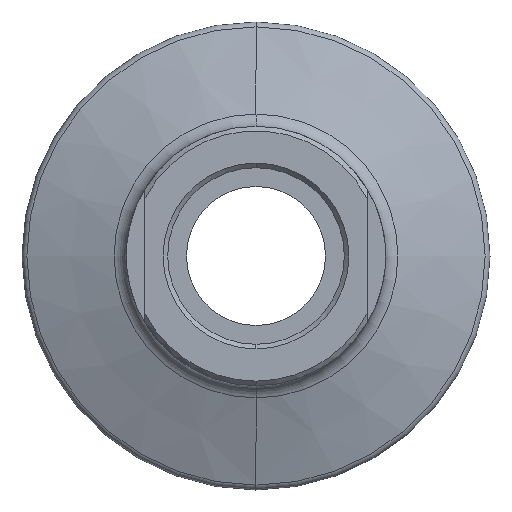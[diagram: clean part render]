
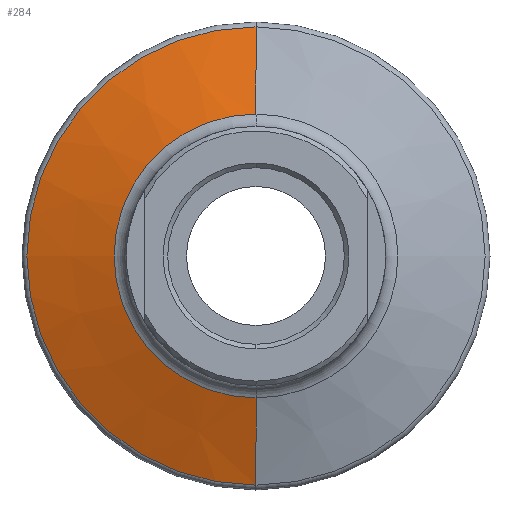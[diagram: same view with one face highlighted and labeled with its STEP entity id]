
A CAD part, left-side view. The second image highlights one B-rep face of the part: STEP entity #284.
In plain terms, the highlighted conical face has half-angle 70 degrees and reference radius 24.724 mm.
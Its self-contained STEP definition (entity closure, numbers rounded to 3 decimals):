
#3 = EDGE_CURVE ( 'NONE', #1092, #571, #349, .T. ) ;
#68 = AXIS2_PLACEMENT_3D ( 'NONE', #963, #973, #1055 ) ;
#220 = DIRECTION ( 'NONE',  ( -1., 0., 0. ) ) ;
#228 = VERTEX_POINT ( 'NONE', #961 ) ;
#229 = LINE ( 'NONE', #486, #741 ) ;
#233 = DIRECTION ( 'NONE',  ( 0.342, 0., -0.94 ) ) ;
#278 = ORIENTED_EDGE ( 'NONE', *, *, #3, .F. ) ;
#280 = EDGE_LOOP ( 'NONE', ( #806, #976, #952, #278 ) ) ;
#284 = ADVANCED_FACE ( 'NONE', ( #1172 ), #298, .T. ) ;
#298 = CONICAL_SURFACE ( 'NONE', #68, 24.724, 1.222 ) ;
#326 = DIRECTION ( 'NONE',  ( -1., 0., 0. ) ) ;
#349 = LINE ( 'NONE', #521, #553 ) ;
#486 = CARTESIAN_POINT ( 'NONE',  ( 21.958, 0., 24.724 ) ) ;
#521 = CARTESIAN_POINT ( 'NONE',  ( 21.958, 0., -24.724 ) ) ;
#546 = AXIS2_PLACEMENT_3D ( 'NONE', #792, #326, #1178 ) ;
#553 = VECTOR ( 'NONE', #233, 1000. ) ;
#559 = CARTESIAN_POINT ( 'NONE',  ( 18.534, 0., -15.316 ) ) ;
#571 = VERTEX_POINT ( 'NONE', #1043 ) ;
#578 = CARTESIAN_POINT ( 'NONE',  ( 21.958, 0., 0. ) ) ;
#606 = DIRECTION ( 'NONE',  ( 0., 0., 1. ) ) ;
#652 = CIRCLE ( 'NONE', #849, 24.724 ) ;
#668 = VERTEX_POINT ( 'NONE', #1153 ) ;
#707 = CIRCLE ( 'NONE', #546, 15.316 ) ;
#741 = VECTOR ( 'NONE', #883, 1000. ) ;
#792 = CARTESIAN_POINT ( 'NONE',  ( 18.534, 0., 0. ) ) ;
#806 = ORIENTED_EDGE ( 'NONE', *, *, #1103, .F. ) ;
#849 = AXIS2_PLACEMENT_3D ( 'NONE', #578, #220, #606 ) ;
#883 = DIRECTION ( 'NONE',  ( 0.342, 0., 0.94 ) ) ;
#952 = ORIENTED_EDGE ( 'NONE', *, *, #1167, .T. ) ;
#961 = CARTESIAN_POINT ( 'NONE',  ( 18.534, 0., 15.316 ) ) ;
#963 = CARTESIAN_POINT ( 'NONE',  ( 21.958, 0., 0. ) ) ;
#973 = DIRECTION ( 'NONE',  ( 1., 0., 0. ) ) ;
#976 = ORIENTED_EDGE ( 'NONE', *, *, #1147, .T. ) ;
#1043 = CARTESIAN_POINT ( 'NONE',  ( 21.958, 0., -24.724 ) ) ;
#1055 = DIRECTION ( 'NONE',  ( 0., 0., -1. ) ) ;
#1092 = VERTEX_POINT ( 'NONE', #559 ) ;
#1103 = EDGE_CURVE ( 'NONE', #228, #1092, #707, .T. ) ;
#1147 = EDGE_CURVE ( 'NONE', #228, #668, #229, .T. ) ;
#1153 = CARTESIAN_POINT ( 'NONE',  ( 21.958, 0., 24.724 ) ) ;
#1167 = EDGE_CURVE ( 'NONE', #668, #571, #652, .T. ) ;
#1172 = FACE_OUTER_BOUND ( 'NONE', #280, .T. ) ;
#1178 = DIRECTION ( 'NONE',  ( 0., 0., 1. ) ) ;
